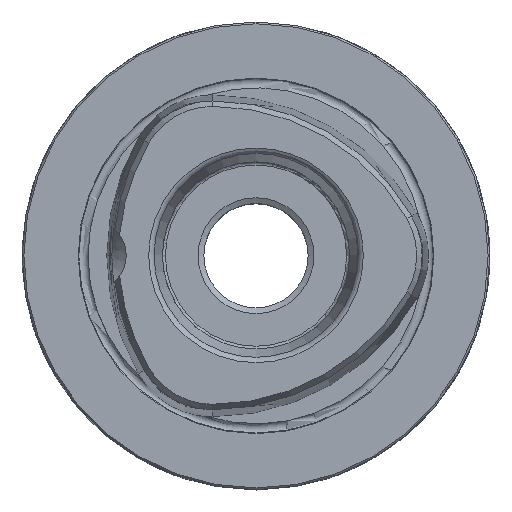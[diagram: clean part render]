
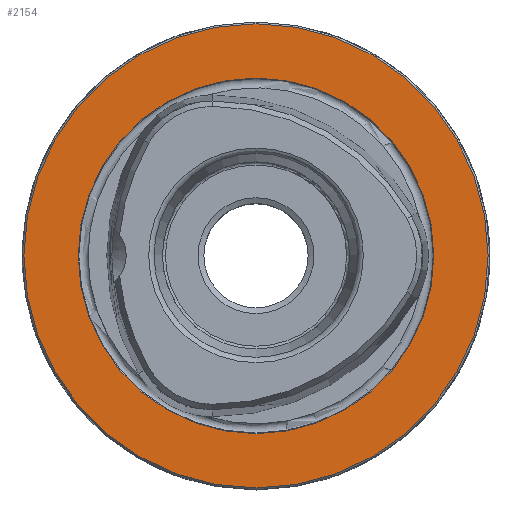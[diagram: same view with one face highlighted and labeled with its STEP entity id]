
A CAD part, top view. The second image highlights one B-rep face of the part: STEP entity #2154.
In plain terms, the highlighted planar face has unit normal (0, 0, 1).
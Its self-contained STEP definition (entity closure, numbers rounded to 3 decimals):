
#217=PLANE('',#2346);
#488=ORIENTED_EDGE('',*,*,#778,.T.);
#489=ORIENTED_EDGE('',*,*,#777,.F.);
#777=EDGE_CURVE('',#932,#932,#1023,.T.);
#778=EDGE_CURVE('',#933,#933,#1024,.T.);
#932=VERTEX_POINT('',#3426);
#933=VERTEX_POINT('',#3429);
#1023=CIRCLE('',#2345,30.414);
#1024=CIRCLE('',#2347,39.7);
#1117=EDGE_LOOP('',(#488));
#1118=EDGE_LOOP('',(#489));
#1263=FACE_BOUND('',#1117,.T.);
#1264=FACE_BOUND('',#1118,.T.);
#2154=ADVANCED_FACE('',(#1263,#1264),#217,.T.);
#2345=AXIS2_PLACEMENT_3D('',#3425,#2716,#2717);
#2346=AXIS2_PLACEMENT_3D('',#3427,#2718,#2719);
#2347=AXIS2_PLACEMENT_3D('',#3428,#2720,#2721);
#2716=DIRECTION('',(0.,0.,1.));
#2717=DIRECTION('',(1.,0.,0.));
#2718=DIRECTION('',(0.,0.,1.));
#2719=DIRECTION('',(1.,0.,0.));
#2720=DIRECTION('',(0.,0.,1.));
#2721=DIRECTION('',(1.,0.,0.));
#3425=CARTESIAN_POINT('',(0.,0.,0.));
#3426=CARTESIAN_POINT('',(30.414,0.,0.));
#3427=CARTESIAN_POINT('',(30.25,0.,0.));
#3428=CARTESIAN_POINT('',(0.,0.,0.));
#3429=CARTESIAN_POINT('',(39.7,0.,0.));
